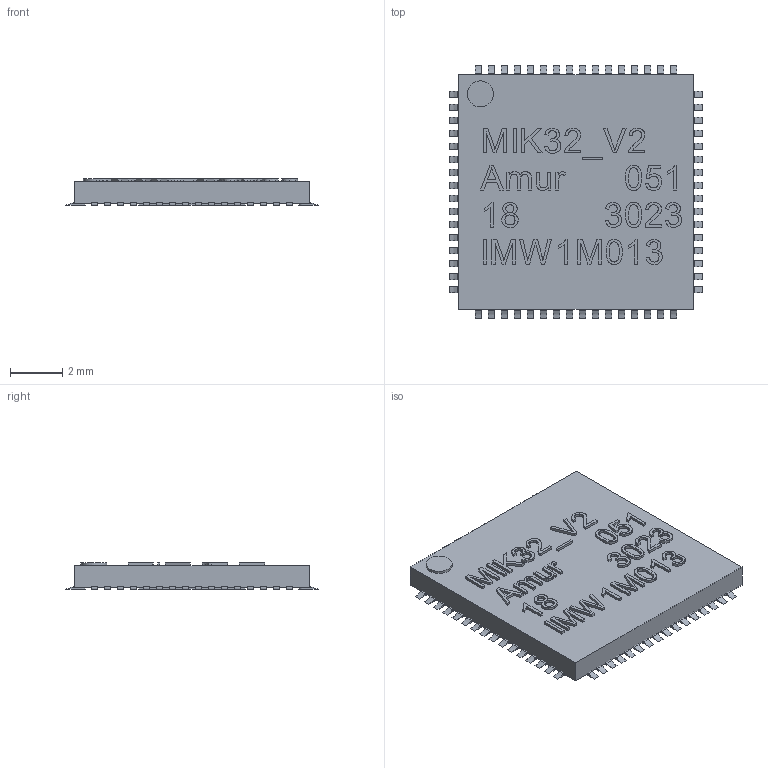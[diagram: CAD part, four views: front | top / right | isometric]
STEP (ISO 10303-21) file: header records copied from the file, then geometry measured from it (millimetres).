
FILE_DESCRIPTION(('STEP AP203'), '1');
FILE_NAME('QFN-64', '', ('UNSPECIFIED'), ('UNSPECIFIED'), 'C3D Converter', 'C3D Toolkit', '');
FILE_SCHEMA(('CONFIG_CONTROL_DESIGN'));
Length unit declared in the file: millimetre
Products named in the file (6): ASSEMBLY; Body; ThermalPin; PinsArrayLR; PinsArrayTB
Assembly tree (5 placements, depth 2):
  ASSEMBLY
    Body
    ThermalPin
    PinsArrayLR
    PinsArrayTB
    (unnamed)
Bounding box: 9.71 x 9.71 x 1 mm (x, y, z)
Volume: 72.1 mm3; surface area: 315.8 mm2
Topology: 160 solids, 160 shells, 1828 faces, 4416 edges, 2944 vertices
Faces by surface type: plane 1028, extrusion 734, cylinder 66
Full cylindrical faces by diameter (mm): 1 x2
Entity records: 62521 total; most frequent: CARTESIAN_POINT 13596, ORIENTED_EDGE 8828, DIRECTION 6012, EDGE_CURVE 4414, VECTOR 3548, VERTEX_POINT 2944, LINE 2814, B_SPLINE_CURVE_WITH_KNOTS 2202
